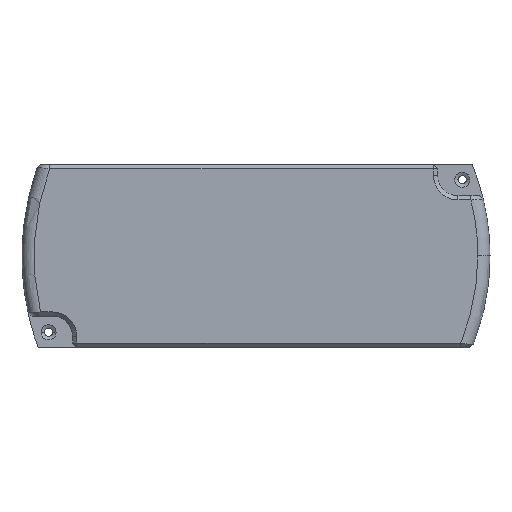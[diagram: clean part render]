
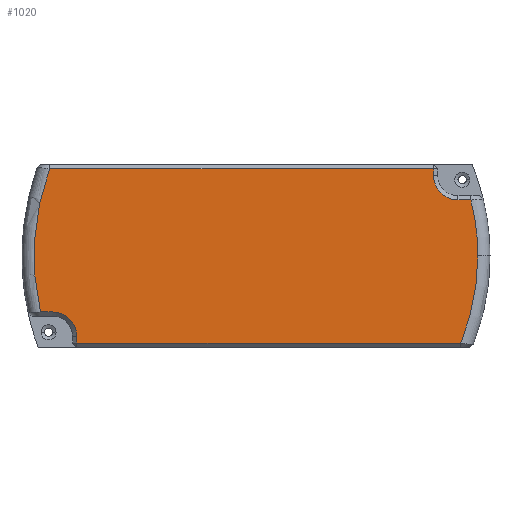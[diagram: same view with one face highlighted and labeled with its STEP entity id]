
A CAD part, top view. The second image highlights one B-rep face of the part: STEP entity #1020.
In plain terms, the highlighted planar face has unit normal (0, 0, 1).
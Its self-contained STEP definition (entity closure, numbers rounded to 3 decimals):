
#11 = VECTOR ( 'NONE', #666, 1000. ) ;
#13 = CARTESIAN_POINT ( 'NONE',  ( 44., 23.519, 16.5 ) ) ;
#22 = DIRECTION ( 'NONE',  ( 1., 0., 0. ) ) ;
#32 = ORIENTED_EDGE ( 'NONE', *, *, #880, .T. ) ;
#49 = DIRECTION ( 'NONE',  ( 0., 0., 1. ) ) ;
#51 = EDGE_CURVE ( 'NONE', #388, #1292, #247, .T. ) ;
#77 = ORIENTED_EDGE ( 'NONE', *, *, #515, .T. ) ;
#79 = CARTESIAN_POINT ( 'NONE',  ( -1.773, 1.019, 16.5 ) ) ;
#91 = CARTESIAN_POINT ( 'NONE',  ( -50., -18.781, 16.5 ) ) ;
#106 = CARTESIAN_POINT ( 'NONE',  ( 53.197, 14.825, 16.5 ) ) ;
#132 = DIRECTION ( 'NONE',  ( 0., 0., -1. ) ) ;
#133 = CIRCLE ( 'NONE', #1071, 6. ) ;
#139 = PLANE ( 'NONE',  #906 ) ;
#146 = EDGE_CURVE ( 'NONE', #812, #1302, #133, .T. ) ;
#193 = VECTOR ( 'NONE', #322, 1000. ) ;
#224 = CARTESIAN_POINT ( 'NONE',  ( 50., 14.819, 16.5 ) ) ;
#231 = LINE ( 'NONE', #684, #712 ) ;
#247 = CIRCLE ( 'NONE', #1452, 6. ) ;
#284 = DIRECTION ( 'NONE',  ( 0., 0., 1. ) ) ;
#289 = AXIS2_PLACEMENT_3D ( 'NONE', #1305, #510, #747 ) ;
#296 = CARTESIAN_POINT ( 'NONE',  ( 44., 22.519, 16.5 ) ) ;
#304 = VERTEX_POINT ( 'NONE', #840 ) ;
#308 = CARTESIAN_POINT ( 'NONE',  ( -50., -12.781, 16.5 ) ) ;
#322 = DIRECTION ( 'NONE',  ( 0., 1., 0. ) ) ;
#323 = DIRECTION ( 'NONE',  ( 0., 0., -1. ) ) ;
#348 = LINE ( 'NONE', #437, #1237 ) ;
#360 = CIRCLE ( 'NONE', #544, 56.677 ) ;
#388 = VERTEX_POINT ( 'NONE', #1216 ) ;
#392 = EDGE_CURVE ( 'NONE', #458, #304, #348, .T. ) ;
#413 = VERTEX_POINT ( 'NONE', #444 ) ;
#437 = CARTESIAN_POINT ( 'NONE',  ( 50.247, -20.481, 16.5 ) ) ;
#444 = CARTESIAN_POINT ( 'NONE',  ( -52.937, -12.785, 16.5 ) ) ;
#458 = VERTEX_POINT ( 'NONE', #682 ) ;
#472 = CARTESIAN_POINT ( 'NONE',  ( 50., 20.819, 16.5 ) ) ;
#494 = ORIENTED_EDGE ( 'NONE', *, *, #1409, .T. ) ;
#510 = DIRECTION ( 'NONE',  ( 0., 0., 1. ) ) ;
#515 = EDGE_CURVE ( 'NONE', #730, #413, #691, .T. ) ;
#524 = VERTEX_POINT ( 'NONE', #296 ) ;
#528 = LINE ( 'NONE', #308, #1250 ) ;
#533 = EDGE_CURVE ( 'NONE', #1292, #458, #1413, .T. ) ;
#544 = AXIS2_PLACEMENT_3D ( 'NONE', #79, #49, #630 ) ;
#547 = EDGE_CURVE ( 'NONE', #304, #626, #360, .T. ) ;
#552 = DIRECTION ( 'NONE',  ( 1., 0., 0. ) ) ;
#588 = DIRECTION ( 'NONE',  ( 1., 0., 0. ) ) ;
#606 = EDGE_LOOP ( 'NONE', ( #1350, #802, #711, #494, #1236, #1018, #1053, #32, #77, #1004, #1171 ) ) ;
#618 = VECTOR ( 'NONE', #740, 1000. ) ;
#626 = VERTEX_POINT ( 'NONE', #653 ) ;
#630 = DIRECTION ( 'NONE',  ( 1., 0., 0. ) ) ;
#641 = CARTESIAN_POINT ( 'NONE',  ( -50.671, 22.519, 16.5 ) ) ;
#653 = CARTESIAN_POINT ( 'NONE',  ( 54.904, 1.019, 16.5 ) ) ;
#666 = DIRECTION ( 'NONE',  ( -1., 0., 0. ) ) ;
#678 = CARTESIAN_POINT ( 'NONE',  ( -44., -18.781, 16.5 ) ) ;
#682 = CARTESIAN_POINT ( 'NONE',  ( -44., -20.481, 16.5 ) ) ;
#684 = CARTESIAN_POINT ( 'NONE',  ( -50.296, 22.519, 16.5 ) ) ;
#691 = CIRCLE ( 'NONE', #289, 62.639 ) ;
#702 = DIRECTION ( 'NONE',  ( 1., 0., 0. ) ) ;
#706 = EDGE_CURVE ( 'NONE', #413, #388, #528, .T. ) ;
#711 = ORIENTED_EDGE ( 'NONE', *, *, #547, .T. ) ;
#712 = VECTOR ( 'NONE', #1459, 1000. ) ;
#730 = VERTEX_POINT ( 'NONE', #641 ) ;
#740 = DIRECTION ( 'NONE',  ( 0., -1., 0. ) ) ;
#747 = DIRECTION ( 'NONE',  ( 1., 0., 0. ) ) ;
#802 = ORIENTED_EDGE ( 'NONE', *, *, #392, .T. ) ;
#812 = VERTEX_POINT ( 'NONE', #224 ) ;
#832 = CARTESIAN_POINT ( 'NONE',  ( -1.773, 1.019, 16.5 ) ) ;
#840 = CARTESIAN_POINT ( 'NONE',  ( 50.668, -20.481, 16.5 ) ) ;
#863 = EDGE_CURVE ( 'NONE', #1302, #524, #1241, .T. ) ;
#880 = EDGE_CURVE ( 'NONE', #524, #730, #231, .T. ) ;
#886 = CARTESIAN_POINT ( 'NONE',  ( 50., 14.819, 16.5 ) ) ;
#906 = AXIS2_PLACEMENT_3D ( 'NONE', #1289, #284, #588 ) ;
#1004 = ORIENTED_EDGE ( 'NONE', *, *, #706, .T. ) ;
#1018 = ORIENTED_EDGE ( 'NONE', *, *, #146, .T. ) ;
#1020 = ADVANCED_FACE ( 'NONE', ( #1151 ), #139, .T. ) ;
#1053 = ORIENTED_EDGE ( 'NONE', *, *, #863, .T. ) ;
#1060 = AXIS2_PLACEMENT_3D ( 'NONE', #832, #1149, #702 ) ;
#1071 = AXIS2_PLACEMENT_3D ( 'NONE', #472, #132, #22 ) ;
#1083 = CARTESIAN_POINT ( 'NONE',  ( -44., -21.481, 16.5 ) ) ;
#1145 = EDGE_CURVE ( 'NONE', #1280, #812, #1331, .T. ) ;
#1149 = DIRECTION ( 'NONE',  ( 0., 0., 1. ) ) ;
#1151 = FACE_OUTER_BOUND ( 'NONE', #606, .T. ) ;
#1171 = ORIENTED_EDGE ( 'NONE', *, *, #51, .T. ) ;
#1216 = CARTESIAN_POINT ( 'NONE',  ( -50., -12.781, 16.5 ) ) ;
#1226 = CARTESIAN_POINT ( 'NONE',  ( 44., 20.819, 16.5 ) ) ;
#1236 = ORIENTED_EDGE ( 'NONE', *, *, #1145, .T. ) ;
#1237 = VECTOR ( 'NONE', #552, 1000. ) ;
#1241 = LINE ( 'NONE', #13, #193 ) ;
#1250 = VECTOR ( 'NONE', #1300, 1000. ) ;
#1280 = VERTEX_POINT ( 'NONE', #106 ) ;
#1289 = CARTESIAN_POINT ( 'NONE',  ( 8.162, 1.019, 16.5 ) ) ;
#1292 = VERTEX_POINT ( 'NONE', #678 ) ;
#1300 = DIRECTION ( 'NONE',  ( 1., 0., 0. ) ) ;
#1302 = VERTEX_POINT ( 'NONE', #1226 ) ;
#1305 = CARTESIAN_POINT ( 'NONE',  ( 8.162, 1.019, 16.5 ) ) ;
#1331 = LINE ( 'NONE', #886, #11 ) ;
#1350 = ORIENTED_EDGE ( 'NONE', *, *, #533, .T. ) ;
#1394 = CIRCLE ( 'NONE', #1060, 56.677 ) ;
#1409 = EDGE_CURVE ( 'NONE', #626, #1280, #1394, .T. ) ;
#1413 = LINE ( 'NONE', #1083, #618 ) ;
#1452 = AXIS2_PLACEMENT_3D ( 'NONE', #91, #323, #1455 ) ;
#1455 = DIRECTION ( 'NONE',  ( 1., 0., 0. ) ) ;
#1459 = DIRECTION ( 'NONE',  ( -1., 0., 0. ) ) ;
